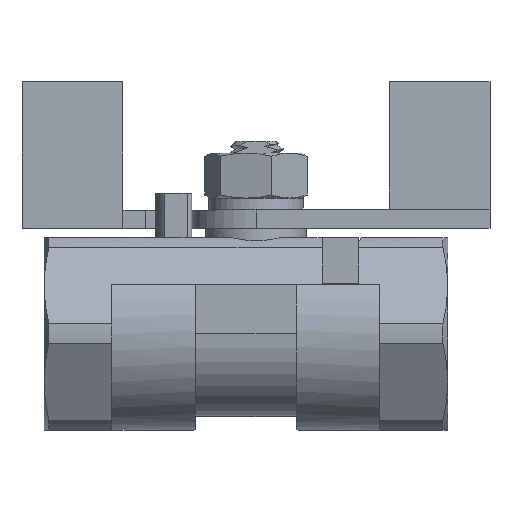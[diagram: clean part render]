
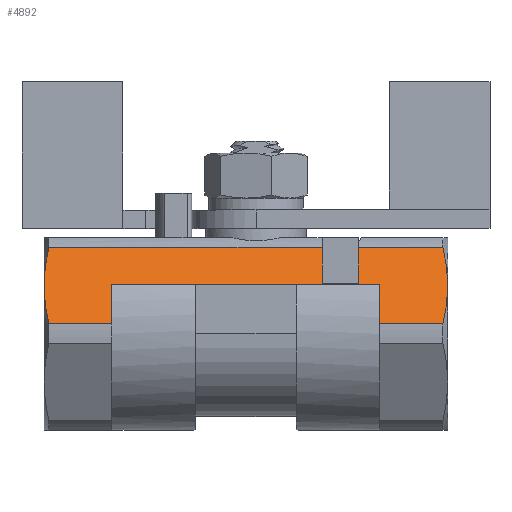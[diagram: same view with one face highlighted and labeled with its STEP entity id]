
A CAD part, top view. The second image highlights one B-rep face of the part: STEP entity #4892.
In plain terms, the highlighted planar face has unit normal (0, 0.5, 0.866).
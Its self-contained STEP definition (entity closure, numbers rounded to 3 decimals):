
#283=B_SPLINE_CURVE_WITH_KNOTS('',3,(#12991,#12992,#12993,#12994),
 .UNSPECIFIED.,.F.,.F.,(4,4),(0.,0.005),
 .UNSPECIFIED.);
#284=B_SPLINE_CURVE_WITH_KNOTS('',3,(#12999,#13000,#13001,#13002),
 .UNSPECIFIED.,.F.,.F.,(4,4),(0.,0.005),
 .UNSPECIFIED.);
#294=B_SPLINE_CURVE_WITH_KNOTS('',3,(#13050,#13051,#13052,#13053),
 .UNSPECIFIED.,.F.,.F.,(4,4),(0.,0.005),.UNSPECIFIED.);
#300=B_SPLINE_CURVE_WITH_KNOTS('',3,(#13105,#13106,#13107,#13108),
 .UNSPECIFIED.,.F.,.F.,(4,4),(0.,0.005),
 .UNSPECIFIED.);
#1167=ORIENTED_EDGE('',*,*,#2419,.F.);
#1168=ORIENTED_EDGE('',*,*,#2416,.F.);
#1169=ORIENTED_EDGE('',*,*,#2557,.F.);
#1170=ORIENTED_EDGE('',*,*,#2536,.T.);
#1171=ORIENTED_EDGE('',*,*,#2538,.T.);
#1172=ORIENTED_EDGE('',*,*,#2566,.F.);
#1173=ORIENTED_EDGE('',*,*,#2519,.T.);
#1174=ORIENTED_EDGE('',*,*,#2486,.T.);
#1175=ORIENTED_EDGE('',*,*,#2475,.T.);
#1176=ORIENTED_EDGE('',*,*,#2481,.F.);
#1177=ORIENTED_EDGE('',*,*,#2505,.F.);
#1178=ORIENTED_EDGE('',*,*,#2567,.F.);
#1179=ORIENTED_EDGE('',*,*,#2568,.T.);
#1180=ORIENTED_EDGE('',*,*,#2550,.T.);
#1181=ORIENTED_EDGE('',*,*,#2559,.F.);
#1182=ORIENTED_EDGE('',*,*,#2412,.T.);
#2412=EDGE_CURVE('',#3175,#3176,#3620,.T.);
#2416=EDGE_CURVE('',#3178,#3179,#3623,.T.);
#2419=EDGE_CURVE('',#3179,#3176,#3625,.T.);
#2475=EDGE_CURVE('',#3227,#3228,#3657,.T.);
#2481=EDGE_CURVE('',#3231,#3228,#3663,.T.);
#2486=EDGE_CURVE('',#3233,#3227,#3665,.T.);
#2505=EDGE_CURVE('',#3250,#3231,#3668,.T.);
#2519=EDGE_CURVE('',#3254,#3233,#3676,.T.);
#2536=EDGE_CURVE('',#3259,#3237,#283,.T.);
#2538=EDGE_CURVE('',#3237,#3260,#284,.T.);
#2550=EDGE_CURVE('',#3242,#3264,#294,.T.);
#2557=EDGE_CURVE('',#3259,#3178,#3685,.T.);
#2559=EDGE_CURVE('',#3175,#3264,#3687,.T.);
#2566=EDGE_CURVE('',#3254,#3260,#3693,.T.);
#2567=EDGE_CURVE('',#3269,#3250,#3694,.T.);
#2568=EDGE_CURVE('',#3269,#3242,#300,.T.);
#3175=VERTEX_POINT('',#12726);
#3176=VERTEX_POINT('',#12727);
#3178=VERTEX_POINT('',#12734);
#3179=VERTEX_POINT('',#12735);
#3227=VERTEX_POINT('',#12865);
#3228=VERTEX_POINT('',#12866);
#3231=VERTEX_POINT('',#12876);
#3233=VERTEX_POINT('',#12884);
#3237=VERTEX_POINT('',#12895);
#3242=VERTEX_POINT('',#12907);
#3250=VERTEX_POINT('',#12924);
#3254=VERTEX_POINT('',#12944);
#3259=VERTEX_POINT('',#12990);
#3260=VERTEX_POINT('',#12997);
#3264=VERTEX_POINT('',#13048);
#3269=VERTEX_POINT('',#13104);
#3620=LINE('',#12725,#3893);
#3623=LINE('',#12733,#3896);
#3625=LINE('',#12739,#3898);
#3657=LINE('',#12864,#3930);
#3663=LINE('',#12875,#3936);
#3665=LINE('',#12885,#3938);
#3668=LINE('',#12925,#3941);
#3676=LINE('',#12948,#3949);
#3685=LINE('',#13083,#3958);
#3687=LINE('',#13086,#3960);
#3693=LINE('',#13102,#3966);
#3694=LINE('',#13103,#3967);
#3893=VECTOR('',#5636,1000.);
#3896=VECTOR('',#5643,1000.);
#3898=VECTOR('',#5649,1000.);
#3930=VECTOR('',#5757,1000.);
#3936=VECTOR('',#5765,1000.);
#3938=VECTOR('',#5777,1000.);
#3941=VECTOR('',#5820,1000.);
#3949=VECTOR('',#5848,1000.);
#3958=VECTOR('',#5913,1000.);
#3960=VECTOR('',#5917,1000.);
#3966=VECTOR('',#5929,1000.);
#3967=VECTOR('',#5930,1000.);
#4203=EDGE_LOOP('',(#1167,#1168,#1169,#1170,#1171,#1172,#1173,#1174,#1175,
#1176,#1177,#1178,#1179,#1180,#1181,#1182));
#4489=FACE_BOUND('',#4203,.T.);
#4738=PLANE('',#5251);
#4892=ADVANCED_FACE('',(#4489),#4738,.F.);
#5251=AXIS2_PLACEMENT_3D('',#13101,#5927,#5928);
#5636=DIRECTION('',(0.,-0.866,0.5));
#5643=DIRECTION('',(0.,-0.866,0.5));
#5649=DIRECTION('',(1.,0.,0.));
#5757=DIRECTION('',(1.,0.,0.));
#5765=DIRECTION('',(0.,0.866,-0.5));
#5777=DIRECTION('',(0.,0.866,-0.5));
#5820=DIRECTION('',(0.,0.866,-0.5));
#5848=DIRECTION('',(0.,0.866,-0.5));
#5913=DIRECTION('',(1.,0.,0.));
#5917=DIRECTION('',(1.,0.,0.));
#5927=DIRECTION('',(0.,-0.5,-0.866));
#5928=DIRECTION('',(0.,-0.866,0.5));
#5929=DIRECTION('',(-1.,0.,0.));
#5930=DIRECTION('',(-1.,0.,0.));
#12725=CARTESIAN_POINT('',(11.2,0.,12.124));
#12726=CARTESIAN_POINT('',(11.2,9.417,6.687));
#12727=CARTESIAN_POINT('',(11.2,5.5,8.949));
#12733=CARTESIAN_POINT('',(7.2,0.,12.124));
#12734=CARTESIAN_POINT('',(7.2,9.417,6.687));
#12735=CARTESIAN_POINT('',(7.2,5.5,8.949));
#12739=CARTESIAN_POINT('',(-23.1,5.5,8.949));
#12864=CARTESIAN_POINT('',(-15.7,5.412,9.));
#12865=CARTESIAN_POINT('',(-15.7,5.412,9.));
#12866=CARTESIAN_POINT('',(13.5,5.412,9.));
#12875=CARTESIAN_POINT('',(13.5,0.,12.124));
#12876=CARTESIAN_POINT('',(13.5,5.25,9.093));
#12884=CARTESIAN_POINT('',(-15.7,5.25,9.093));
#12885=CARTESIAN_POINT('',(-15.7,0.,12.124));
#12895=CARTESIAN_POINT('',(-23.1,5.25,9.093));
#12907=CARTESIAN_POINT('',(20.9,5.25,9.093));
#12924=CARTESIAN_POINT('',(13.5,1.083,11.499));
#12925=CARTESIAN_POINT('',(13.5,0.,12.124));
#12944=CARTESIAN_POINT('',(-15.7,1.083,11.499));
#12948=CARTESIAN_POINT('',(-15.7,0.,12.124));
#12990=CARTESIAN_POINT('',(-22.575,9.417,6.687));
#12991=CARTESIAN_POINT('',(-22.575,9.417,6.687));
#12992=CARTESIAN_POINT('',(-22.906,8.043,7.481));
#12993=CARTESIAN_POINT('',(-23.1,6.656,8.282));
#12994=CARTESIAN_POINT('',(-23.1,5.25,9.093));
#12997=CARTESIAN_POINT('',(-22.575,1.083,11.499));
#12999=CARTESIAN_POINT('',(-23.1,5.25,9.093));
#13000=CARTESIAN_POINT('',(-23.1,3.844,9.905));
#13001=CARTESIAN_POINT('',(-22.906,2.457,10.706));
#13002=CARTESIAN_POINT('',(-22.575,1.083,11.499));
#13048=CARTESIAN_POINT('',(20.375,9.417,6.687));
#13050=CARTESIAN_POINT('',(20.9,5.25,9.093));
#13051=CARTESIAN_POINT('',(20.9,6.656,8.282));
#13052=CARTESIAN_POINT('',(20.706,8.043,7.481));
#13053=CARTESIAN_POINT('',(20.375,9.417,6.687));
#13083=CARTESIAN_POINT('',(26.9,9.417,6.687));
#13086=CARTESIAN_POINT('',(26.9,9.417,6.687));
#13101=CARTESIAN_POINT('',(-23.1,0.,12.124));
#13102=CARTESIAN_POINT('',(26.9,1.083,11.499));
#13103=CARTESIAN_POINT('',(26.9,1.083,11.499));
#13104=CARTESIAN_POINT('',(20.375,1.083,11.499));
#13105=CARTESIAN_POINT('',(20.375,1.083,11.499));
#13106=CARTESIAN_POINT('',(20.706,2.457,10.706));
#13107=CARTESIAN_POINT('',(20.9,3.844,9.905));
#13108=CARTESIAN_POINT('',(20.9,5.25,9.093));
